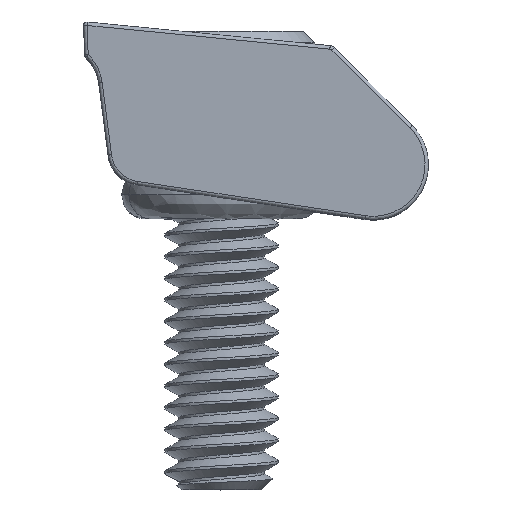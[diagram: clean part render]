
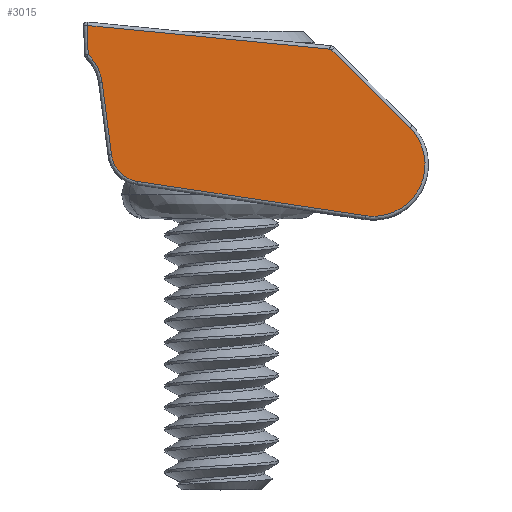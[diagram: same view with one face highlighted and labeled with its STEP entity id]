
A CAD part, top view. The second image highlights one B-rep face of the part: STEP entity #3015.
In plain terms, the highlighted planar face has unit normal (0, 0, 1).
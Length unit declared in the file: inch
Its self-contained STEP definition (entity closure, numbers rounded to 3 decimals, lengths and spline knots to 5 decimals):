
#171 = DIRECTION ( 'NONE',  ( 0.707, -0.707, 0. ) ) ;
#332 = DIRECTION ( 'NONE',  ( -0.128, 0.992, 0. ) ) ;
#340 = EDGE_CURVE ( 'NONE', #5996, #6502, #5402, .T. ) ;
#341 =( BOUNDED_CURVE ( )  B_SPLINE_CURVE ( 3, ( #8430, #1412, #1590, #2146 ),
 .UNSPECIFIED., .F., .F. ) 
 B_SPLINE_CURVE_WITH_KNOTS ( ( 4, 4 ),
 ( 0., 1. ),
 .UNSPECIFIED. ) 
 CURVE ( )  GEOMETRIC_REPRESENTATION_ITEM ( )  RATIONAL_B_SPLINE_CURVE ( ( 1., 0.961, 0.961, 1. ) ) 
 REPRESENTATION_ITEM ( '' )  );
#508 = EDGE_LOOP ( 'NONE', ( #2239, #2484, #1351, #6656, #4706, #8390, #1111, #3839, #4131 ) ) ;
#549 = VERTEX_POINT ( 'NONE', #3058 ) ;
#577 = EDGE_CURVE ( 'NONE', #6502, #4622, #3139, .T. ) ;
#581 = CARTESIAN_POINT ( 'NONE',  ( -0.0397, -0.0968, 0.25 ) ) ;
#593 = EDGE_CURVE ( 'NONE', #7196, #5399, #4078, .T. ) ;
#661 = DIRECTION ( 'NONE',  ( -0.989, 0.148, 0. ) ) ;
#726 = DIRECTION ( 'NONE',  ( 0., 0., -1. ) ) ;
#815 = CARTESIAN_POINT ( 'NONE',  ( 0.00705, -0.04811, 0.25 ) ) ;
#1004 = DIRECTION ( 'NONE',  ( 0.995, -0.097, 0. ) ) ;
#1011 = EDGE_CURVE ( 'NONE', #4622, #3443, #3254, .T. ) ;
#1111 = ORIENTED_EDGE ( 'NONE', *, *, #2193, .F. ) ;
#1247 = AXIS2_PLACEMENT_3D ( 'NONE', #581, #726, #4906 ) ;
#1279 = FACE_OUTER_BOUND ( 'NONE', #508, .T. ) ;
#1351 = ORIENTED_EDGE ( 'NONE', *, *, #3154, .F. ) ;
#1397 = VECTOR ( 'NONE', #2455, 39.37008 ) ;
#1412 = CARTESIAN_POINT ( 'NONE',  ( 0.35832, -0.03993, 0.25 ) ) ;
#1590 = CARTESIAN_POINT ( 'NONE',  ( 0.35937, -0.04042, 0.25 ) ) ;
#1742 = CARTESIAN_POINT ( 'NONE',  ( 0.40886, -0.28117, 0.25 ) ) ;
#1805 = CARTESIAN_POINT ( 'NONE',  ( 0.02724, -0.08815, 0.25 ) ) ;
#1857 = VECTOR ( 'NONE', #171, 39.37008 ) ;
#1871 = CARTESIAN_POINT ( 'NONE',  ( -0.05688, -0.21124, 0.25 ) ) ;
#2146 = CARTESIAN_POINT ( 'NONE',  ( 0.3602, -0.04125, 0.25 ) ) ;
#2193 = EDGE_CURVE ( 'NONE', #3443, #549, #341, .T. ) ;
#2239 = ORIENTED_EDGE ( 'NONE', *, *, #340, .F. ) ;
#2280 = CARTESIAN_POINT ( 'NONE',  ( 0.02525, -0.07274, 0.25 ) ) ;
#2455 = DIRECTION ( 'NONE',  ( -0.043, 0.999, 0. ) ) ;
#2484 = ORIENTED_EDGE ( 'NONE', *, *, #3401, .F. ) ;
#2573 = VECTOR ( 'NONE', #1004, 39.37008 ) ;
#2796 = CARTESIAN_POINT ( 'NONE',  ( 0.04345, -0.21358, 0.25 ) ) ;
#2890 = CARTESIAN_POINT ( 'NONE',  ( 0.01826, -0.05887, 0.25 ) ) ;
#2924 = CARTESIAN_POINT ( 'NONE',  ( 0.47301, -0.15394, 0.25 ) ) ;
#3015 = ADVANCED_FACE ( 'NONE', ( #1279 ), #4859, .F. ) ;
#3022 = CARTESIAN_POINT ( 'NONE',  ( 0.00524, -0.00553, 0.25 ) ) ;
#3058 = CARTESIAN_POINT ( 'NONE',  ( 0.3602, -0.04125, 0.25 ) ) ;
#3139 = LINE ( 'NONE', #5999, #1397 ) ;
#3154 = EDGE_CURVE ( 'NONE', #5399, #7958, #7922, .T. ) ;
#3210 = CARTESIAN_POINT ( 'NONE',  ( 0.00705, -0.04811, 0.25 ) ) ;
#3254 = LINE ( 'NONE', #5184, #2573 ) ;
#3401 = EDGE_CURVE ( 'NONE', #7958, #5996, #8795, .T. ) ;
#3430 = VERTEX_POINT ( 'NONE', #7297 ) ;
#3443 = VERTEX_POINT ( 'NONE', #5353 ) ;
#3572 = CARTESIAN_POINT ( 'NONE',  ( 0.04077, -0.19287, 0.25 ) ) ;
#3661 = CARTESIAN_POINT ( 'NONE',  ( 0.49556, -0.29419, 0.25 ) ) ;
#3716 = CARTESIAN_POINT ( 'NONE',  ( 0.18782, 0.13095, 0.25 ) ) ;
#3839 = ORIENTED_EDGE ( 'NONE', *, *, #1011, .F. ) ;
#3984 = CARTESIAN_POINT ( 'NONE',  ( 0.02724, -0.08815, 0.25 ) ) ;
#4064 = VECTOR ( 'NONE', #332, 39.37008 ) ;
#4078 = LINE ( 'NONE', #1871, #6524 ) ;
#4131 = ORIENTED_EDGE ( 'NONE', *, *, #577, .F. ) ;
#4226 = CARTESIAN_POINT ( 'NONE',  ( 0.04077, -0.19287, 0.25 ) ) ;
#4229 = CARTESIAN_POINT ( 'NONE',  ( 0.02724, -0.08815, 0.25 ) ) ;
#4622 = VERTEX_POINT ( 'NONE', #3022 ) ;
#4706 = ORIENTED_EDGE ( 'NONE', *, *, #5920, .F. ) ;
#4859 = PLANE ( 'NONE',  #1247 ) ;
#4906 = DIRECTION ( 'NONE',  ( -1., 0., 0. ) ) ;
#5184 = CARTESIAN_POINT ( 'NONE',  ( -0.03047, -0.00206, 0.25 ) ) ;
#5353 = CARTESIAN_POINT ( 'NONE',  ( 0.35715, -0.03981, 0.25 ) ) ;
#5399 = VERTEX_POINT ( 'NONE', #8648 ) ;
#5402 =( BOUNDED_CURVE ( )  B_SPLINE_CURVE ( 3, ( #4229, #2280, #2890, #815 ),
 .UNSPECIFIED., .F., .F. ) 
 B_SPLINE_CURVE_WITH_KNOTS ( ( 4, 4 ),
 ( 0., 1. ),
 .UNSPECIFIED. ) 
 CURVE ( )  GEOMETRIC_REPRESENTATION_ITEM ( )  RATIONAL_B_SPLINE_CURVE ( ( 1., 0.962, 0.962, 1. ) ) 
 REPRESENTATION_ITEM ( '' )  );
#5920 = EDGE_CURVE ( 'NONE', #3430, #7196, #6573, .T. ) ;
#5996 = VERTEX_POINT ( 'NONE', #1805 ) ;
#5999 = CARTESIAN_POINT ( 'NONE',  ( 0.00705, -0.04811, 0.25 ) ) ;
#6460 = CARTESIAN_POINT ( 'NONE',  ( 0.40886, -0.28117, 0.25 ) ) ;
#6502 = VERTEX_POINT ( 'NONE', #3210 ) ;
#6524 = VECTOR ( 'NONE', #661, 39.37008 ) ;
#6573 =( BOUNDED_CURVE ( )  B_SPLINE_CURVE ( 3, ( #2924, #8524, #3661, #6460 ),
 .UNSPECIFIED., .F., .F. ) 
 B_SPLINE_CURVE_WITH_KNOTS ( ( 4, 4 ),
 ( 0., 1. ),
 .UNSPECIFIED. ) 
 CURVE ( )  GEOMETRIC_REPRESENTATION_ITEM ( )  RATIONAL_B_SPLINE_CURVE ( ( 1., 0.542, 0.542, 1. ) ) 
 REPRESENTATION_ITEM ( '' )  );
#6656 = ORIENTED_EDGE ( 'NONE', *, *, #593, .F. ) ;
#6690 = EDGE_CURVE ( 'NONE', #549, #3430, #7174, .T. ) ;
#6975 = CARTESIAN_POINT ( 'NONE',  ( 0.07872, -0.2316, 0.25 ) ) ;
#7174 = LINE ( 'NONE', #3716, #1857 ) ;
#7196 = VERTEX_POINT ( 'NONE', #1742 ) ;
#7297 = CARTESIAN_POINT ( 'NONE',  ( 0.47301, -0.15394, 0.25 ) ) ;
#7922 =( BOUNDED_CURVE ( )  B_SPLINE_CURVE ( 3, ( #6975, #8347, #2796, #4226 ),
 .UNSPECIFIED., .F., .F. ) 
 B_SPLINE_CURVE_WITH_KNOTS ( ( 4, 4 ),
 ( 0., 1. ),
 .UNSPECIFIED. ) 
 CURVE ( )  GEOMETRIC_REPRESENTATION_ITEM ( )  RATIONAL_B_SPLINE_CURVE ( ( 1., 0.865, 0.865, 1. ) ) 
 REPRESENTATION_ITEM ( '' )  );
#7958 = VERTEX_POINT ( 'NONE', #3572 ) ;
#8347 = CARTESIAN_POINT ( 'NONE',  ( 0.05806, -0.2285, 0.25 ) ) ;
#8390 = ORIENTED_EDGE ( 'NONE', *, *, #6690, .F. ) ;
#8430 = CARTESIAN_POINT ( 'NONE',  ( 0.35715, -0.03981, 0.25 ) ) ;
#8524 = CARTESIAN_POINT ( 'NONE',  ( 0.53503, -0.2159, 0.25 ) ) ;
#8648 = CARTESIAN_POINT ( 'NONE',  ( 0.07872, -0.2316, 0.25 ) ) ;
#8795 = LINE ( 'NONE', #3984, #4064 ) ;
